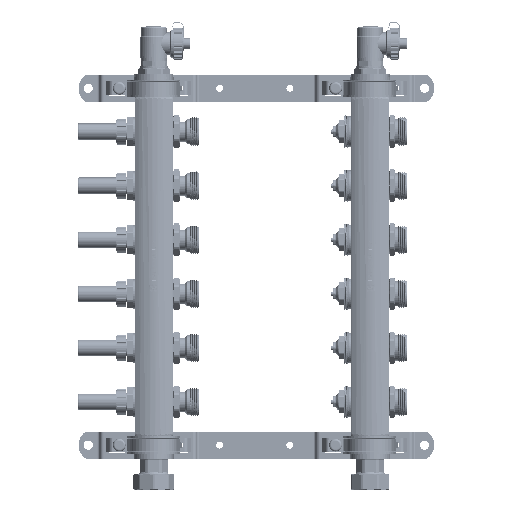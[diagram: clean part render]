
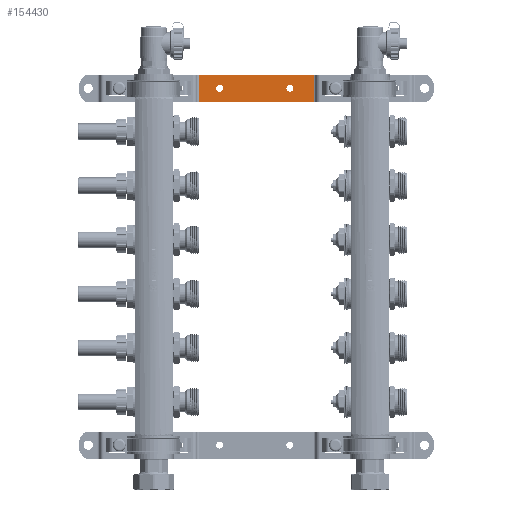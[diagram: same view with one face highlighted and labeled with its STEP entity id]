
A CAD part, left-side view. The second image highlights one B-rep face of the part: STEP entity #154430.
In plain terms, the highlighted planar face has unit normal (-1, 0, 0).
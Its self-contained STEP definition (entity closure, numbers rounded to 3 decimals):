
#46727=DIRECTION('',(0.,1.,0.));
#46728=VECTOR('',#46727,106.);
#46729=CARTESIAN_POINT('',(29.5,-147.8,177.5));
#46730=LINE('',#46729,#46728);
#46816=DIRECTION('',(0.,1.,0.));
#46817=VECTOR('',#46816,106.);
#46818=CARTESIAN_POINT('',(29.5,-147.8,152.5));
#46819=LINE('',#46818,#46817);
#46920=DIRECTION('',(0.,0.,-1.));
#46921=VECTOR('',#46920,25.);
#46922=CARTESIAN_POINT('',(29.5,-147.8,177.5));
#46923=LINE('',#46922,#46921);
#46924=DIRECTION('',(0.,0.,-1.));
#46925=VECTOR('',#46924,25.);
#46926=CARTESIAN_POINT('',(29.5,-41.8,177.5));
#46927=LINE('',#46926,#46925);
#46928=CARTESIAN_POINT('',(29.5,-60.8,165.));
#46929=DIRECTION('',(1.,0.,0.));
#46930=DIRECTION('',(0.,0.,-1.));
#46931=AXIS2_PLACEMENT_3D('',#46928,#46929,#46930);
#46933=CARTESIAN_POINT('',(29.5,-60.8,165.));
#46934=DIRECTION('',(1.,0.,0.));
#46935=DIRECTION('',(0.,0.,1.));
#46936=AXIS2_PLACEMENT_3D('',#46933,#46934,#46935);
#46938=CARTESIAN_POINT('',(29.5,-125.8,165.));
#46939=DIRECTION('',(1.,0.,0.));
#46940=DIRECTION('',(0.,0.,-1.));
#46941=AXIS2_PLACEMENT_3D('',#46938,#46939,#46940);
#46943=CARTESIAN_POINT('',(29.5,-125.8,165.));
#46944=DIRECTION('',(1.,0.,0.));
#46945=DIRECTION('',(0.,0.,1.));
#46946=AXIS2_PLACEMENT_3D('',#46943,#46944,#46945);
#95301=CARTESIAN_POINT('',(29.5,-147.8,177.5));
#95302=CARTESIAN_POINT('',(29.5,-41.8,177.5));
#95303=VERTEX_POINT('',#95301);
#95304=VERTEX_POINT('',#95302);
#95305=CARTESIAN_POINT('',(29.5,-147.8,152.5));
#95306=CARTESIAN_POINT('',(29.5,-41.8,152.5));
#95307=VERTEX_POINT('',#95305);
#95308=VERTEX_POINT('',#95306);
#95843=CARTESIAN_POINT('',(29.5,-60.8,161.8));
#95844=VERTEX_POINT('',#95843);
#95845=CARTESIAN_POINT('',(29.5,-60.8,168.2));
#95846=VERTEX_POINT('',#95845);
#96081=CARTESIAN_POINT('',(29.5,-125.8,161.8));
#96082=CARTESIAN_POINT('',(29.5,-125.8,168.2));
#96083=VERTEX_POINT('',#96081);
#96084=VERTEX_POINT('',#96082);
#154406=CARTESIAN_POINT('',(29.5,-149.8,177.5));
#154407=DIRECTION('',(-1.,0.,0.));
#154408=DIRECTION('',(0.,1.,0.));
#154409=AXIS2_PLACEMENT_3D('',#154406,#154407,#154408);
#154410=PLANE('',#154409);
#154411=ORIENTED_EDGE('',*,*,#154212,.F.);
#154413=ORIENTED_EDGE('',*,*,#154412,.T.);
#154414=ORIENTED_EDGE('',*,*,#154310,.T.);
#154415=ORIENTED_EDGE('',*,*,#154399,.F.);
#154416=EDGE_LOOP('',(#154411,#154413,#154414,#154415));
#154417=FACE_OUTER_BOUND('',#154416,.F.);
#154419=ORIENTED_EDGE('',*,*,#154418,.F.);
#154421=ORIENTED_EDGE('',*,*,#154420,.F.);
#154422=EDGE_LOOP('',(#154419,#154421));
#154423=FACE_BOUND('',#154422,.F.);
#154425=ORIENTED_EDGE('',*,*,#154424,.F.);
#154427=ORIENTED_EDGE('',*,*,#154426,.F.);
#154428=EDGE_LOOP('',(#154425,#154427));
#154429=FACE_BOUND('',#154428,.F.);
#154430=ADVANCED_FACE('',(#154417,#154423,#154429),#154410,.T.);
#46932=CIRCLE('',#46931,3.2);
#46937=CIRCLE('',#46936,3.2);
#46942=CIRCLE('',#46941,3.2);
#46947=CIRCLE('',#46946,3.2);
#154212=EDGE_CURVE('',#95303,#95304,#46730,.T.);
#154310=EDGE_CURVE('',#95307,#95308,#46819,.T.);
#154399=EDGE_CURVE('',#95304,#95308,#46927,.T.);
#154412=EDGE_CURVE('',#95303,#95307,#46923,.T.);
#154418=EDGE_CURVE('',#95844,#95846,#46932,.T.);
#154420=EDGE_CURVE('',#95846,#95844,#46937,.T.);
#154424=EDGE_CURVE('',#96083,#96084,#46942,.T.);
#154426=EDGE_CURVE('',#96084,#96083,#46947,.T.);
